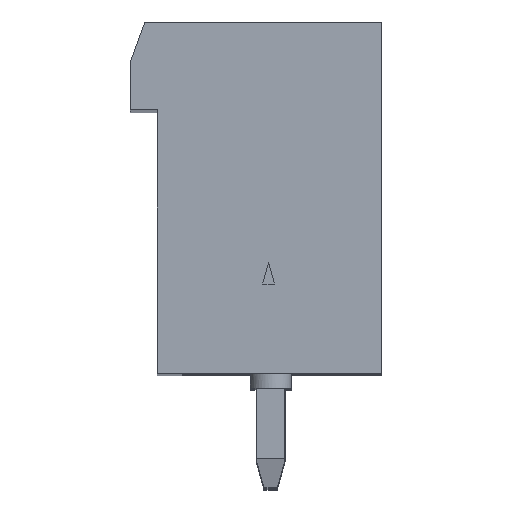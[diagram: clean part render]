
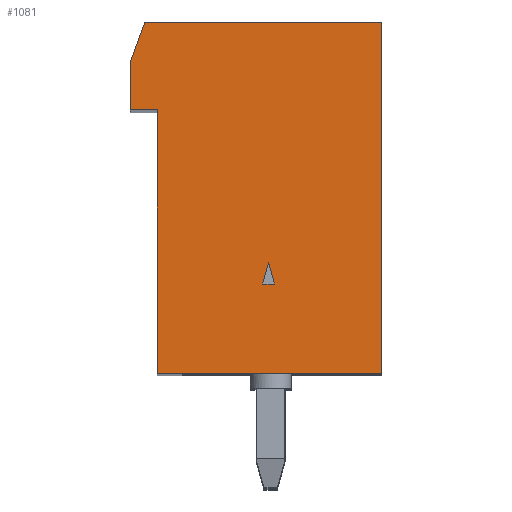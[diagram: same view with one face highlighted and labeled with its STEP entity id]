
A CAD part, top view. The second image highlights one B-rep face of the part: STEP entity #1081.
In plain terms, the highlighted planar face has unit normal (0, 0, 1).
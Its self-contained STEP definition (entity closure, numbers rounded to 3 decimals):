
#1081=ADVANCED_FACE('',(#3166,#3167),#3168,.T.);
#3166=FACE_OUTER_BOUND('',#6316,.T.);
#3167=FACE_BOUND('',#6317,.T.);
#3168=PLANE('',#6318);
#6316=EDGE_LOOP('',(#9535,#9536,#9537,#9538,#9539,#9540,#9541));
#6317=EDGE_LOOP('',(#9542,#9543,#9544));
#6318=AXIS2_PLACEMENT_3D('',#9545,#9546,#9547);
#9535=ORIENTED_EDGE('',*,*,#18188,.T.);
#9536=ORIENTED_EDGE('',*,*,#18189,.T.);
#9537=ORIENTED_EDGE('',*,*,#18190,.T.);
#9538=ORIENTED_EDGE('',*,*,#18191,.T.);
#9539=ORIENTED_EDGE('',*,*,#18192,.T.);
#9540=ORIENTED_EDGE('',*,*,#18193,.T.);
#9541=ORIENTED_EDGE('',*,*,#18194,.T.);
#9542=ORIENTED_EDGE('',*,*,#18195,.F.);
#9543=ORIENTED_EDGE('',*,*,#18171,.F.);
#9544=ORIENTED_EDGE('',*,*,#18196,.F.);
#9545=CARTESIAN_POINT('',(-1.537,5.767,0.));
#9546=DIRECTION('',(0.0,-0.0,1.0));
#9547=DIRECTION('',(0.,1.0,0.0));
#18171=EDGE_CURVE('',#21533,#21531,#21535,.T.);
#18188=EDGE_CURVE('',#21564,#21565,#21566,.T.);
#18189=EDGE_CURVE('',#21565,#21567,#21568,.T.);
#18190=EDGE_CURVE('',#21567,#21569,#21570,.T.);
#18191=EDGE_CURVE('',#21569,#21571,#21572,.T.);
#18192=EDGE_CURVE('',#21571,#21573,#21574,.T.);
#18193=EDGE_CURVE('',#21573,#21575,#21576,.T.);
#18194=EDGE_CURVE('',#21575,#21564,#21577,.T.);
#18195=EDGE_CURVE('',#21531,#21578,#21579,.T.);
#18196=EDGE_CURVE('',#21578,#21533,#21580,.T.);
#21531=VERTEX_POINT('',#26234);
#21533=VERTEX_POINT('',#26237);
#21535=LINE('',#26240,#26241);
#21564=VERTEX_POINT('',#26280);
#21565=VERTEX_POINT('',#26281);
#21566=LINE('',#26282,#26283);
#21567=VERTEX_POINT('',#26284);
#21568=LINE('',#26285,#26286);
#21569=VERTEX_POINT('',#26287);
#21570=LINE('',#26288,#26289);
#21571=VERTEX_POINT('',#26290);
#21572=LINE('',#26291,#26292);
#21573=VERTEX_POINT('',#26293);
#21574=LINE('',#26294,#26295);
#21575=VERTEX_POINT('',#26296);
#21576=LINE('',#26297,#26298);
#21577=LINE('',#26299,#26300);
#21578=VERTEX_POINT('',#26301);
#21579=LINE('',#26302,#26303);
#21580=LINE('',#26304,#26305);
#26234=CARTESIAN_POINT('',(-3.87,3.8,0.));
#26237=CARTESIAN_POINT('',(-3.669,3.05,0.));
#26240=CARTESIAN_POINT('',(6.962,-36.627,0.));
#26241=VECTOR('',#32815,1.0);
#26280=CARTESIAN_POINT('',(0.0,12.0,0.0));
#26281=CARTESIAN_POINT('',(-8.1,12.0,0.0));
#26282=CARTESIAN_POINT('',(37.773,12.0,0.0));
#26283=VECTOR('',#32832,1.0);
#26284=CARTESIAN_POINT('',(-8.6,10.626,0.0));
#26285=CARTESIAN_POINT('',(-25.799,-36.627,0.0));
#26286=VECTOR('',#32833,1.0);
#26287=CARTESIAN_POINT('',(-8.6,9.0,0.0));
#26288=CARTESIAN_POINT('',(-8.6,-36.627,0.0));
#26289=VECTOR('',#32834,1.0);
#26290=CARTESIAN_POINT('',(-7.67,9.0,0.));
#26291=CARTESIAN_POINT('',(37.773,9.0,0.0));
#26292=VECTOR('',#32835,1.0);
#26293=CARTESIAN_POINT('',(-7.67,0.0,0.));
#26294=CARTESIAN_POINT('',(-7.67,-36.627,0.));
#26295=VECTOR('',#32836,1.0);
#26296=CARTESIAN_POINT('',(0.0,0.0,0.0));
#26297=CARTESIAN_POINT('',(37.773,0.0,0.0));
#26298=VECTOR('',#32837,1.0);
#26299=CARTESIAN_POINT('',(0.0,-36.627,0.0));
#26300=VECTOR('',#32838,1.0);
#26301=CARTESIAN_POINT('',(-4.071,3.05,0.));
#26302=CARTESIAN_POINT('',(-14.702,-36.627,0.));
#26303=VECTOR('',#32839,1.0);
#26304=CARTESIAN_POINT('',(37.773,3.05,0.));
#26305=VECTOR('',#32840,1.0);
#32815=DIRECTION('',(-0.259,0.966,0.0));
#32832=DIRECTION('',(-1.0,0.,0.0));
#32833=DIRECTION('',(-0.342,-0.94,0.0));
#32834=DIRECTION('',(0.,-1.0,0.0));
#32835=DIRECTION('',(1.0,0.,0.0));
#32836=DIRECTION('',(0.,-1.0,0.0));
#32837=DIRECTION('',(1.0,0.,0.0));
#32838=DIRECTION('',(0.,1.0,0.0));
#32839=DIRECTION('',(-0.259,-0.966,0.0));
#32840=DIRECTION('',(1.0,0.,0.0));
